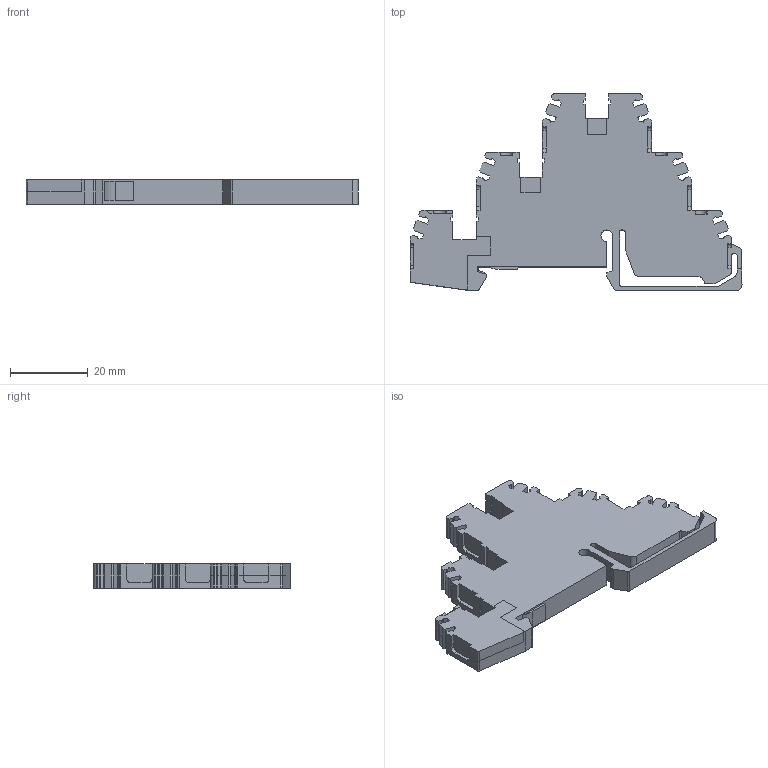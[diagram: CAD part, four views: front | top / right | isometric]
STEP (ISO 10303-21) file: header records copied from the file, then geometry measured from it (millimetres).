
FILE_DESCRIPTION(('Creo Elements/Direct Modeling STEP Export'),'2;1');
FILE_NAME('TDE.2.stp','2015-01-28T11:21:26',(''),(''),'PTC Creo Elements/Direct Modeling STEP processor for AP214 (Solid Model)','PTC Creo Elements/Direct Modeling 19.0A 04-Oct-2014 (C) Parametric Technology GmbH','');
FILE_SCHEMA(('AUTOMOTIVE_DESIGN { 1 0 10303 214 1 1 1 1 }'));
Length unit declared in the file: millimetre
Products named in the file (1): TDE.2
Bounding box: 85.2 x 50.5 x 6.2 mm (x, y, z)
Volume: 14494.6 mm3; surface area: 8100 mm2
Topology: 1 solids, 1 shells, 339 faces, 965 edges, 630 vertices
Faces by surface type: plane 275, cylinder 64
Entity records: 10982 total; most frequent: ORIENTED_EDGE 1930, CARTESIAN_POINT 1852, DIRECTION 1631, EDGE_CURVE 965, VECTOR 813, LINE 813, VERTEX_POINT 630, AXIS2_PLACEMENT_3D 409
